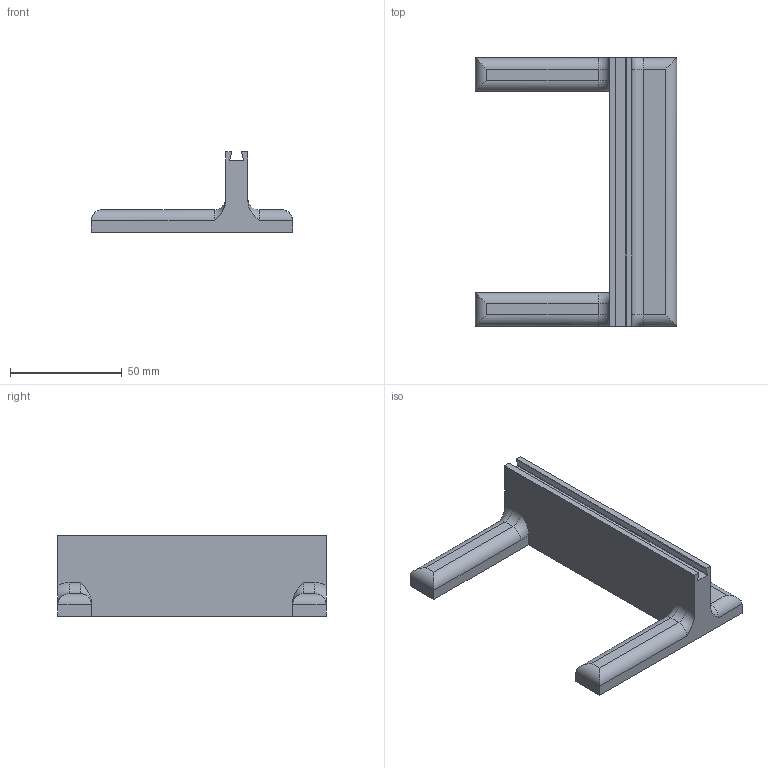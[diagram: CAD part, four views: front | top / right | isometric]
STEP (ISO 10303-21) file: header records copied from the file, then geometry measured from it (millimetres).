
FILE_DESCRIPTION(/* description */ (''),/* implementation_level */ '2;1');
FILE_NAME(/* name */ 'Fan Lower Stand v3.step',/* time_stamp */ '2025-05-05T17:34:28-07:00',/* author */ (''),/* organization */ (''),/* preprocessor_version */ 'ST-DEVELOPER v20.1',/* originating_system */ 'Autodesk Translation Framework v14.4.0.0',/* authorisation */ '');
FILE_SCHEMA (('AUTOMOTIVE_DESIGN { 1 0 10303 214 3 1 1 }'));
Length unit declared in the file: millimetre
Products named in the file (3): Temperature Stand; Sensor Stand; Fan Stand
Assembly tree (2 placements, depth 2):
  Temperature Stand
    Sensor Stand
    Fan Stand
Bounding box: 90 x 120 x 35.85 mm (x, y, z)
Volume: 81022 mm3; surface area: 22851.2 mm2
Topology: 1 solids, 1 shells, 40 faces, 102 edges, 64 vertices
Faces by surface type: plane 18, cylinder 16, torus 6
Entity records: 1328 total; most frequent: CARTESIAN_POINT 265, DIRECTION 218, ORIENTED_EDGE 204, EDGE_CURVE 102, AXIS2_PLACEMENT_3D 77, LINE 64, VECTOR 64, VERTEX_POINT 64
